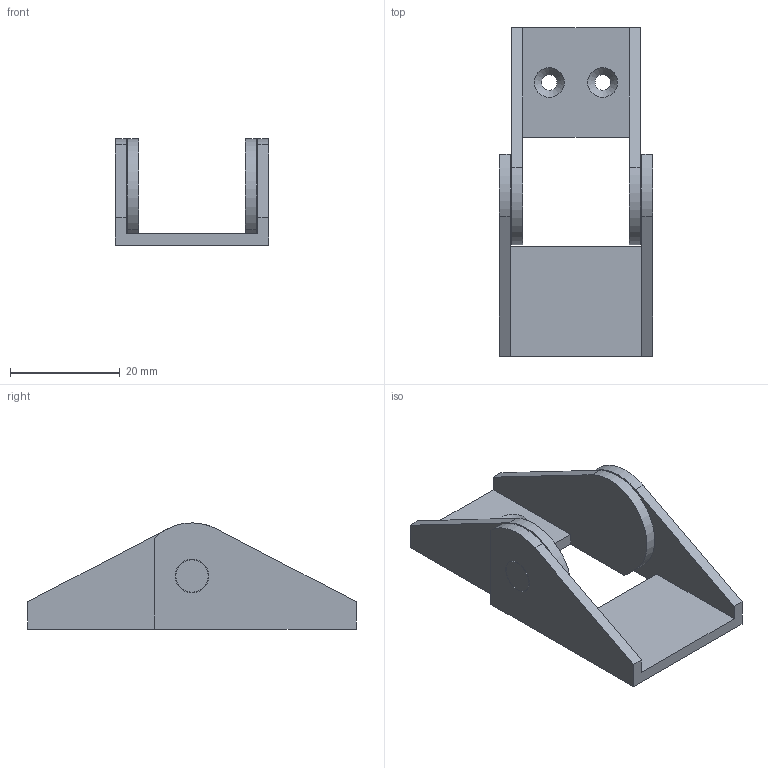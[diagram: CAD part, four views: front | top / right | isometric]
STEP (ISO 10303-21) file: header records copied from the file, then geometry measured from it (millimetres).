
FILE_DESCRIPTION( ( '' ), ' ' );
FILE_NAME( '55182c4ae4b0bf004c58f2e9.step', '2015-03-29T16:46:03', ( '' ), ( '' ), ' ', ' ', ' ' );
FILE_SCHEMA( ( 'AUTOMOTIVE_DESIGN { 1 0 10303 214 1 1 1 1 }' ) );
Length unit declared in the file: metre
Products named in the file (2): End-2; End-1
Bounding box: 28 x 60 x 19.4 mm (x, y, z)
Volume: 6037.2 mm3; surface area: 6766.6 mm2
Topology: 2 solids, 2 shells, 38 faces, 99 edges, 67 vertices
Faces by surface type: plane 26, cylinder 10, cone 2
Full cylindrical faces by diameter (mm): 2.85 x2, 5.9 x2, 6.1 x2
Entity records: 1125 total; most frequent: CARTESIAN_POINT 188, DIRECTION 188, ORIENTED_EDGE 172, EDGE_CURVE 86, LINE 64, VECTOR 64, AXIS2_PLACEMENT_3D 62, VERTEX_POINT 62
